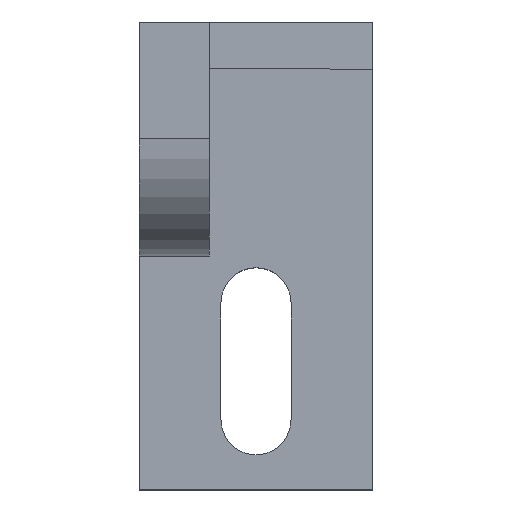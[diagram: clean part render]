
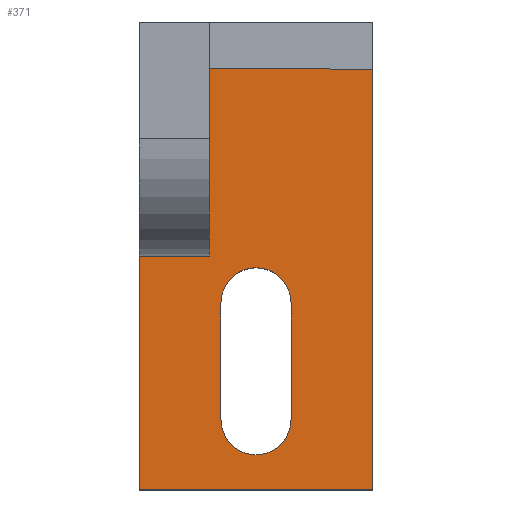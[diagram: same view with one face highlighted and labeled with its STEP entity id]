
A CAD part, top view. The second image highlights one B-rep face of the part: STEP entity #371.
In plain terms, the highlighted planar face has unit normal (0, 0, 1).
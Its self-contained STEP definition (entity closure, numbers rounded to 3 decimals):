
#17=FACE_BOUND('',#63,.T.);
#22=CIRCLE('',#402,7.5);
#24=CIRCLE('',#406,7.5);
#41=FACE_OUTER_BOUND('',#62,.T.);
#62=EDGE_LOOP('',(#278,#279,#280,#281));
#63=EDGE_LOOP('',(#282,#283,#284,#285));
#81=LINE('',#538,#123);
#85=LINE('',#550,#127);
#89=LINE('',#562,#131);
#92=LINE('',#568,#134);
#95=LINE('',#574,#137);
#98=LINE('',#578,#140);
#123=VECTOR('',#434,10.);
#127=VECTOR('',#446,10.);
#131=VECTOR('',#458,10.);
#134=VECTOR('',#463,10.);
#137=VECTOR('',#468,10.);
#140=VECTOR('',#473,10.);
#165=VERTEX_POINT('',#535);
#166=VERTEX_POINT('',#537);
#168=VERTEX_POINT('',#543);
#170=VERTEX_POINT('',#549);
#173=VERTEX_POINT('',#559);
#174=VERTEX_POINT('',#561);
#176=VERTEX_POINT('',#567);
#178=VERTEX_POINT('',#573);
#198=EDGE_CURVE('',#166,#165,#81,.T.);
#201=EDGE_CURVE('',#168,#166,#22,.T.);
#204=EDGE_CURVE('',#170,#168,#85,.T.);
#207=EDGE_CURVE('',#165,#170,#24,.T.);
#210=EDGE_CURVE('',#174,#173,#89,.T.);
#213=EDGE_CURVE('',#176,#174,#92,.T.);
#216=EDGE_CURVE('',#178,#176,#95,.T.);
#219=EDGE_CURVE('',#173,#178,#98,.T.);
#278=ORIENTED_EDGE('',*,*,#219,.T.);
#279=ORIENTED_EDGE('',*,*,#216,.T.);
#280=ORIENTED_EDGE('',*,*,#213,.T.);
#281=ORIENTED_EDGE('',*,*,#210,.T.);
#282=ORIENTED_EDGE('',*,*,#207,.T.);
#283=ORIENTED_EDGE('',*,*,#204,.T.);
#284=ORIENTED_EDGE('',*,*,#201,.T.);
#285=ORIENTED_EDGE('',*,*,#198,.T.);
#352=PLANE('',#411);
#371=ADVANCED_FACE('',(#41,#17),#352,.T.);
#402=AXIS2_PLACEMENT_3D('',#544,#440,#441);
#406=AXIS2_PLACEMENT_3D('',#554,#452,#453);
#411=AXIS2_PLACEMENT_3D('',#579,#474,#475);
#434=DIRECTION('',(0.,1.,0.));
#440=DIRECTION('center_axis',(0.,0.,-1.));
#441=DIRECTION('ref_axis',(-1.,0.,0.));
#446=DIRECTION('',(0.,-1.,0.));
#452=DIRECTION('center_axis',(0.,0.,-1.));
#453=DIRECTION('ref_axis',(1.,0.,0.));
#458=DIRECTION('',(-1.,0.,0.));
#463=DIRECTION('',(0.,1.,0.));
#468=DIRECTION('',(1.,0.,0.));
#473=DIRECTION('',(0.,-1.,0.));
#474=DIRECTION('center_axis',(0.,0.,1.));
#475=DIRECTION('ref_axis',(1.,0.,0.));
#535=CARTESIAN_POINT('',(17.5,40.,10.));
#537=CARTESIAN_POINT('',(17.5,15.,10.));
#538=CARTESIAN_POINT('',(17.5,40.,10.));
#543=CARTESIAN_POINT('',(32.5,15.,10.));
#544=CARTESIAN_POINT('Origin',(25.,15.,10.));
#549=CARTESIAN_POINT('',(32.5,40.,10.));
#550=CARTESIAN_POINT('',(32.5,15.,10.));
#554=CARTESIAN_POINT('Origin',(25.,40.,10.));
#559=CARTESIAN_POINT('',(0.,100.,10.));
#561=CARTESIAN_POINT('',(50.,100.,10.));
#562=CARTESIAN_POINT('',(15.,100.,10.));
#567=CARTESIAN_POINT('',(50.,0.,10.));
#568=CARTESIAN_POINT('',(50.,0.,10.));
#573=CARTESIAN_POINT('',(0.,0.,10.));
#574=CARTESIAN_POINT('',(0.,0.,10.));
#578=CARTESIAN_POINT('',(0.,100.,10.));
#579=CARTESIAN_POINT('Origin',(25.,50.,10.));
